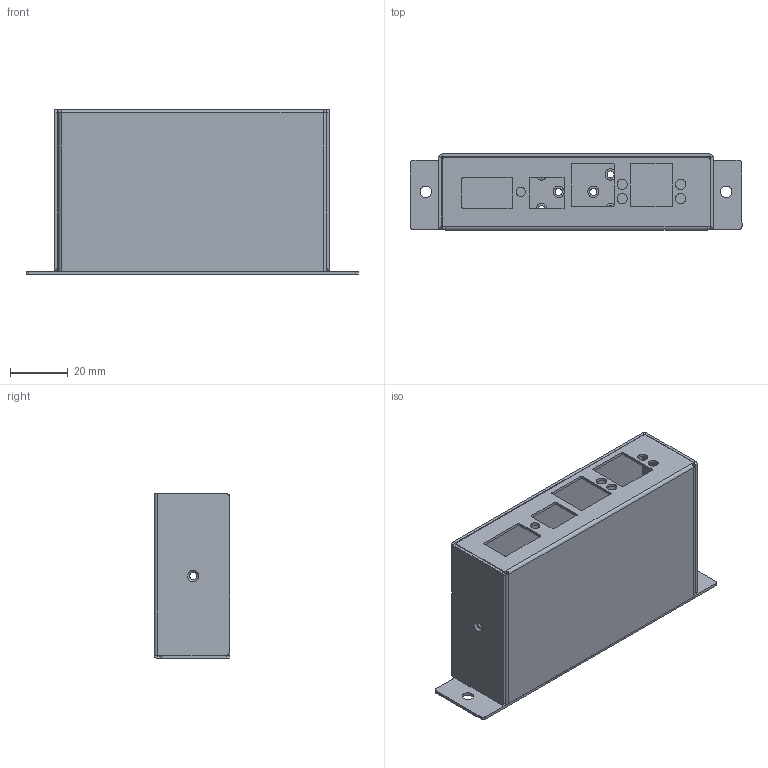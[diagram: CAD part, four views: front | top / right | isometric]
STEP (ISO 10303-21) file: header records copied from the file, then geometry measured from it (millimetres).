
FILE_DESCRIPTION(/* description */ (''),/* implementation_level */ '2;1');
FILE_NAME(/* name */ 'USBG-4U2ML-Assembly.stp',/* time_stamp */ '2018-12-14T14:29:54-05:00',/* author */ ('Kieran'),/* organization */ (''),/* preprocessor_version */ 'ST-DEVELOPER v16.13',/* originating_system */ 'Autodesk Inventor 2018',/* authorisation */ '');
FILE_SCHEMA (('AUTOMOTIVE_DESIGN { 1 0 10303 214 3 1 1 }'));
Length unit declared in the file: millimetre
Products named in the file (3): USBG-4U2ML-Assembly; USBG-4U2MLBottom; TOP
Assembly tree (2 placements, depth 2):
  USBG-4U2ML-Assembly
    USBG-4U2MLBottom
    TOP
Bounding box: 115 x 26.25 x 57 mm (x, y, z)
Volume: 20501.3 mm3; surface area: 42431.9 mm2
Topology: 2 solids, 2 shells, 431 faces, 1121 edges, 732 vertices
Faces by surface type: plane 214, bspline 138, cylinder 73, cone 6
Full cylindrical faces by diameter (mm): 2.459 x14, 3.25 x1, 3.5 x4, 3.9 x6, 4 x2, 5.25 x4
Entity records: 21440 total; most frequent: CARTESIAN_POINT 11676, ORIENTED_EDGE 2144, DIRECTION 1588, EDGE_CURVE 1072, VERTEX_POINT 720, LINE 648, VECTOR 648, EDGE_LOOP 548
